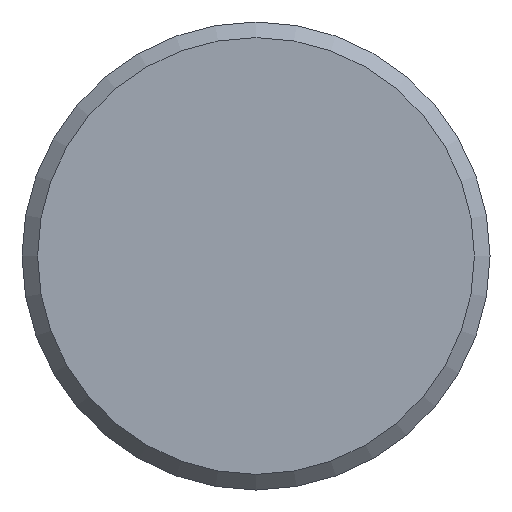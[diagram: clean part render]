
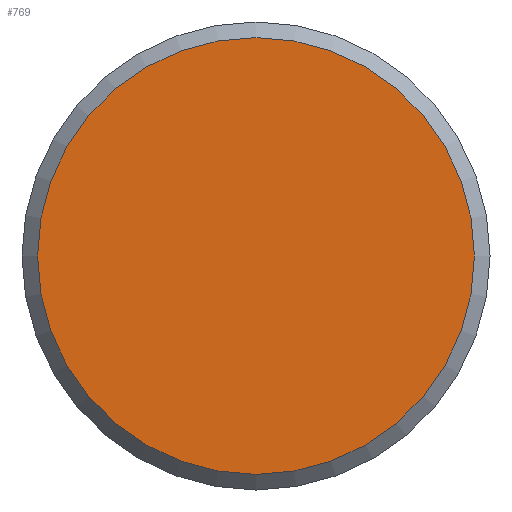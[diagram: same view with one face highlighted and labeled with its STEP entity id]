
A CAD part, front view. The second image highlights one B-rep face of the part: STEP entity #769.
In plain terms, the highlighted planar face has unit normal (0, -1, 0).
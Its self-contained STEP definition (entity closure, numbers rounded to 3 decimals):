
#41=PLANE('',#874);
#87=FACE_OUTER_BOUND('',#133,.T.);
#133=EDGE_LOOP('',(#653));
#177=CIRCLE('',#868,14.);
#355=VERTEX_POINT('',#1421);
#456=EDGE_CURVE('',#355,#355,#177,.T.);
#653=ORIENTED_EDGE('',*,*,#456,.F.);
#769=ADVANCED_FACE('',(#87),#41,.T.);
#868=AXIS2_PLACEMENT_3D('',#1422,#1078,#1079);
#874=AXIS2_PLACEMENT_3D('',#1434,#1092,#1093);
#1078=DIRECTION('center_axis',(0.,1.,0.));
#1079=DIRECTION('ref_axis',(-1.,0.,0.));
#1092=DIRECTION('center_axis',(0.,-1.,0.));
#1093=DIRECTION('ref_axis',(0.,0.,-1.));
#1421=CARTESIAN_POINT('',(14.,0.,0.));
#1422=CARTESIAN_POINT('Origin',(0.,0.,
0.));
#1434=CARTESIAN_POINT('Origin',(7.5,0.,0.));
